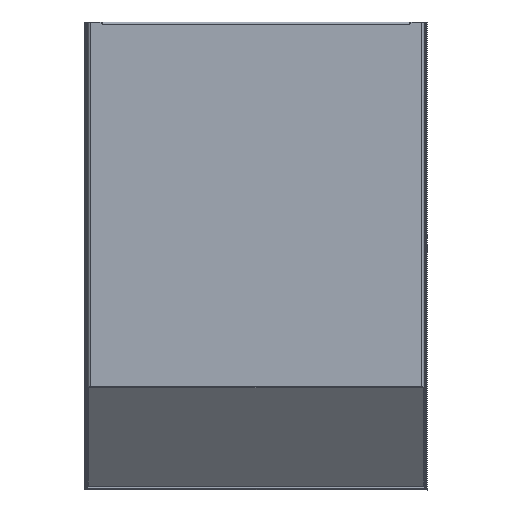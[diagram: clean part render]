
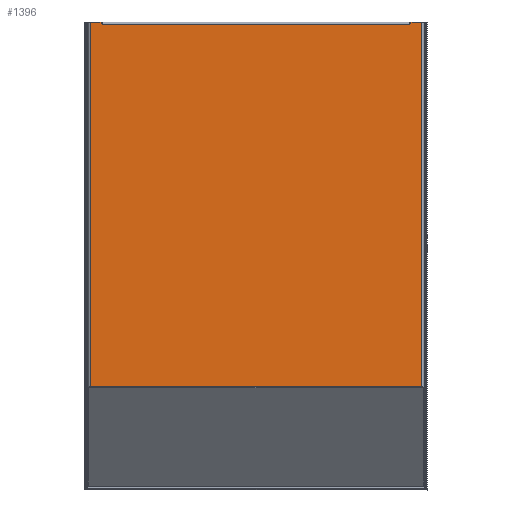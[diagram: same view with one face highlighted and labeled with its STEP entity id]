
A CAD part, front view. The second image highlights one B-rep face of the part: STEP entity #1396.
In plain terms, the highlighted planar face has unit normal (0, -1, 0).
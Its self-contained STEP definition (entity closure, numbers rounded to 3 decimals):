
#75=CARTESIAN_POINT('',(-139.,-85.,-305.922));
#93=DIRECTION('',(0.,0.,-1.));
#94=VECTOR('',#93,305.922);
#95=CARTESIAN_POINT('',(-139.,-85.,0.));
#96=LINE('',#95,#94);
#154=DIRECTION('',(1.,0.,0.));
#155=VECTOR('',#154,278.);
#156=CARTESIAN_POINT('',(-139.,-85.,-305.922));
#157=LINE('',#156,#155);
#176=DIRECTION('',(0.5,0.,-0.866));
#177=VECTOR('',#176,2.078);
#178=CARTESIAN_POINT('',(-130.039,-85.,0.));
#179=LINE('',#178,#177);
#180=DIRECTION('',(0.5,0.,0.866));
#181=VECTOR('',#180,2.078);
#182=CARTESIAN_POINT('',(129.,-85.,-1.8));
#183=LINE('',#182,#181);
#188=DIRECTION('',(-1.,0.,0.));
#189=VECTOR('',#188,8.961);
#190=CARTESIAN_POINT('',(-130.039,-85.,0.));
#191=LINE('',#190,#189);
#443=DIRECTION('',(0.,0.,1.));
#444=VECTOR('',#443,305.922);
#445=CARTESIAN_POINT('',(139.,-85.,-305.922));
#446=LINE('',#445,#444);
#480=DIRECTION('',(-1.,0.,0.));
#481=VECTOR('',#480,8.961);
#482=CARTESIAN_POINT('',(139.,-85.,0.));
#483=LINE('',#482,#481);
#498=DIRECTION('',(-1.,0.,0.));
#499=VECTOR('',#498,258.);
#500=CARTESIAN_POINT('',(129.,-85.,-1.8));
#501=LINE('',#500,#499);
#834=VERTEX_POINT('',#75);
#835=CARTESIAN_POINT('',(-139.,-85.,0.));
#836=VERTEX_POINT('',#835);
#863=CARTESIAN_POINT('',(139.,-85.,-305.922));
#864=VERTEX_POINT('',#863);
#866=CARTESIAN_POINT('',(-130.039,-85.,0.));
#867=CARTESIAN_POINT('',(-129.,-85.,-1.8));
#868=VERTEX_POINT('',#866);
#869=VERTEX_POINT('',#867);
#870=CARTESIAN_POINT('',(129.,-85.,-1.8));
#871=VERTEX_POINT('',#870);
#872=CARTESIAN_POINT('',(130.039,-85.,0.));
#873=VERTEX_POINT('',#872);
#874=CARTESIAN_POINT('',(139.,-85.,0.));
#875=VERTEX_POINT('',#874);
#1375=CARTESIAN_POINT('',(-140.8,-85.,0.));
#1376=DIRECTION('',(0.,-1.,0.));
#1377=DIRECTION('',(0.,0.,-1.));
#1378=AXIS2_PLACEMENT_3D('',#1375,#1376,#1377);
#1379=PLANE('',#1378);
#1381=ORIENTED_EDGE('',*,*,#1380,.T.);
#1383=ORIENTED_EDGE('',*,*,#1382,.F.);
#1385=ORIENTED_EDGE('',*,*,#1384,.T.);
#1387=ORIENTED_EDGE('',*,*,#1386,.F.);
#1389=ORIENTED_EDGE('',*,*,#1388,.F.);
#1390=ORIENTED_EDGE('',*,*,#1365,.F.);
#1391=ORIENTED_EDGE('',*,*,#1145,.F.);
#1393=ORIENTED_EDGE('',*,*,#1392,.F.);
#1394=EDGE_LOOP('',(#1381,#1383,#1385,#1387,#1389,#1390,#1391,#1393));
#1395=FACE_OUTER_BOUND('',#1394,.F.);
#1396=ADVANCED_FACE('',(#1395),#1379,.T.);
#1145=EDGE_CURVE('',#836,#834,#96,.T.);
#1365=EDGE_CURVE('',#834,#864,#157,.T.);
#1380=EDGE_CURVE('',#868,#869,#179,.T.);
#1382=EDGE_CURVE('',#871,#869,#501,.T.);
#1384=EDGE_CURVE('',#871,#873,#183,.T.);
#1386=EDGE_CURVE('',#875,#873,#483,.T.);
#1388=EDGE_CURVE('',#864,#875,#446,.T.);
#1392=EDGE_CURVE('',#868,#836,#191,.T.);
